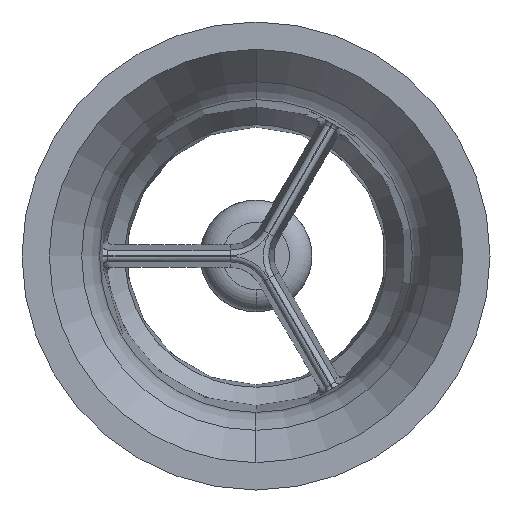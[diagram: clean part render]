
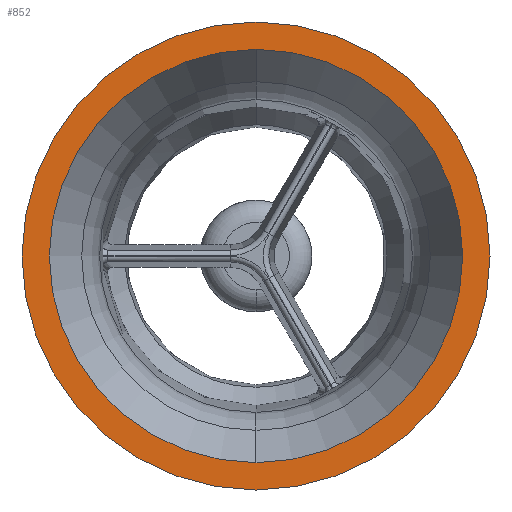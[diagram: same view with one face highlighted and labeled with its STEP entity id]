
A CAD part, left-side view. The second image highlights one B-rep face of the part: STEP entity #852.
In plain terms, the highlighted planar face has unit normal (-1, 0, 0).
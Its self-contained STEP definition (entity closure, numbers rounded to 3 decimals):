
#19 = EDGE_LOOP ( 'NONE', ( #2950, #3529 ) ) ;
#762 = CARTESIAN_POINT ( 'NONE',  ( 0., 0., 20.95 ) ) ;
#852 = ADVANCED_FACE ( 'NONE', ( #6136, #5090 ), #2135, .F. ) ;
#871 = DIRECTION ( 'NONE',  ( -1., 0., 0. ) ) ;
#899 = DIRECTION ( 'NONE',  ( -1., 0., 0. ) ) ;
#914 = CARTESIAN_POINT ( 'NONE',  ( 0., 0., 18.5 ) ) ;
#1104 = DIRECTION ( 'NONE',  ( 1., 0., 0. ) ) ;
#1159 = AXIS2_PLACEMENT_3D ( 'NONE', #5418, #899, #6479 ) ;
#1248 = CARTESIAN_POINT ( 'NONE',  ( 0., 0., -18.5 ) ) ;
#1468 = AXIS2_PLACEMENT_3D ( 'NONE', #2075, #4073, #2553 ) ;
#1821 = DIRECTION ( 'NONE',  ( -1., 0., 0. ) ) ;
#1915 = DIRECTION ( 'NONE',  ( 0., 0., 1. ) ) ;
#2075 = CARTESIAN_POINT ( 'NONE',  ( 0., 0., 0. ) ) ;
#2135 = PLANE ( 'NONE',  #5659 ) ;
#2310 = EDGE_CURVE ( 'NONE', #4525, #5631, #2354, .T. ) ;
#2354 = CIRCLE ( 'NONE', #1468, 20.95 ) ;
#2546 = EDGE_CURVE ( 'NONE', #2919, #5103, #4183, .T. ) ;
#2553 = DIRECTION ( 'NONE',  ( 0., 0., 1. ) ) ;
#2919 = VERTEX_POINT ( 'NONE', #1248 ) ;
#2950 = ORIENTED_EDGE ( 'NONE', *, *, #4219, .F. ) ;
#3124 = ORIENTED_EDGE ( 'NONE', *, *, #5146, .T. ) ;
#3336 = CARTESIAN_POINT ( 'NONE',  ( 0., 0., 0. ) ) ;
#3396 = CIRCLE ( 'NONE', #1159, 18.5 ) ;
#3529 = ORIENTED_EDGE ( 'NONE', *, *, #2546, .F. ) ;
#3530 = EDGE_LOOP ( 'NONE', ( #5915, #3124 ) ) ;
#4073 = DIRECTION ( 'NONE',  ( -1., 0., 0. ) ) ;
#4183 = CIRCLE ( 'NONE', #5824, 18.5 ) ;
#4219 = EDGE_CURVE ( 'NONE', #5103, #2919, #3396, .T. ) ;
#4525 = VERTEX_POINT ( 'NONE', #762 ) ;
#4770 = DIRECTION ( 'NONE',  ( 0., 0., 1. ) ) ;
#5043 = CARTESIAN_POINT ( 'NONE',  ( 0., 0., 0. ) ) ;
#5090 = FACE_OUTER_BOUND ( 'NONE', #3530, .T. ) ;
#5103 = VERTEX_POINT ( 'NONE', #914 ) ;
#5146 = EDGE_CURVE ( 'NONE', #5631, #4525, #5586, .T. ) ;
#5197 = DIRECTION ( 'NONE',  ( 0., 0., -1. ) ) ;
#5306 = AXIS2_PLACEMENT_3D ( 'NONE', #5043, #871, #1915 ) ;
#5418 = CARTESIAN_POINT ( 'NONE',  ( 0., 0., 0. ) ) ;
#5586 = CIRCLE ( 'NONE', #5306, 20.95 ) ;
#5631 = VERTEX_POINT ( 'NONE', #6350 ) ;
#5659 = AXIS2_PLACEMENT_3D ( 'NONE', #5686, #1104, #5197 ) ;
#5686 = CARTESIAN_POINT ( 'NONE',  ( 0., 18.5, 0. ) ) ;
#5824 = AXIS2_PLACEMENT_3D ( 'NONE', #3336, #1821, #4770 ) ;
#5915 = ORIENTED_EDGE ( 'NONE', *, *, #2310, .T. ) ;
#6136 = FACE_BOUND ( 'NONE', #19, .T. ) ;
#6350 = CARTESIAN_POINT ( 'NONE',  ( 0., 0., -20.95 ) ) ;
#6479 = DIRECTION ( 'NONE',  ( 0., 0., 1. ) ) ;
